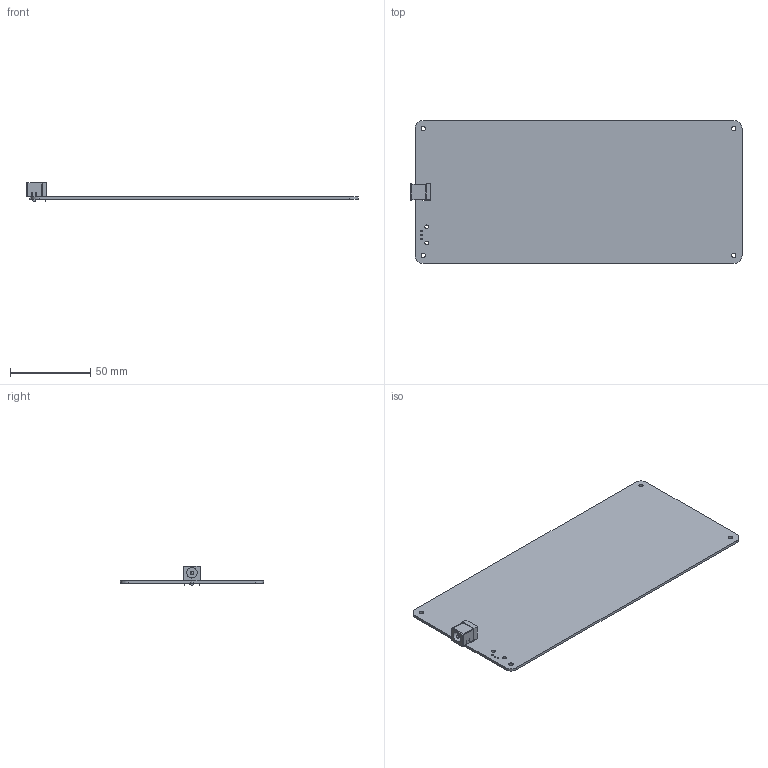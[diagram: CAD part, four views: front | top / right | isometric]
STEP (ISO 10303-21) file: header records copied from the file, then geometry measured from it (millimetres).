
FILE_DESCRIPTION(('KiCad electronic assembly'),'2;1');
FILE_NAME('GrowLight.step','2023-02-10T16:37:52',('Pcbnew'),('Kicad'), 'Open CASCADE STEP processor 7.6','KiCad to STEP converter','Unknown' );
FILE_SCHEMA(('AUTOMOTIVE_DESIGN { 1 0 10303 214 1 1 1 1 }'));
Length unit declared in the file: millimetre
Products named in the file (4): GrowLight 1; BarrelJack_CUI_PJ-063AH_Horizontal; COMPOUND; _autosave-GrowLight PCB
Assembly tree (3 placements, depth 3):
  GrowLight 1
    BarrelJack_CUI_PJ-063AH_Horizontal
      COMPOUND
    _autosave-GrowLight PCB
Bounding box: 206.31 x 88.9 x 12 mm (x, y, z)
Volume: 29659.5 mm3; surface area: 38504.7 mm2
Topology: 3 solids, 3 shells, 127 faces, 318 edges, 201 vertices
Faces by surface type: plane 104, cylinder 22, sphere 1
Full cylindrical faces by diameter (mm): 1 x3, 1.5 x1, 2 x1, 2.3 x2, 2.7 x4, 6.5 x1
Entity records: 8706 total; most frequent: CARTESIAN_POINT 1373, DIRECTION 1252, LINE 860, VECTOR 860, ORIENTED_EDGE 634, PCURVE 634, DEFINITIONAL_REPRESENTATION 634, EDGE_CURVE 317
